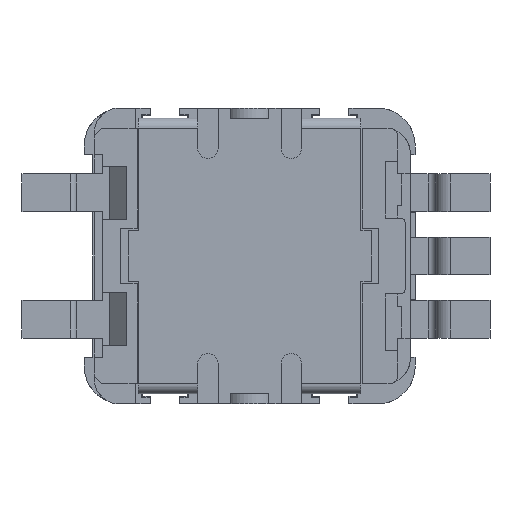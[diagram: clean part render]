
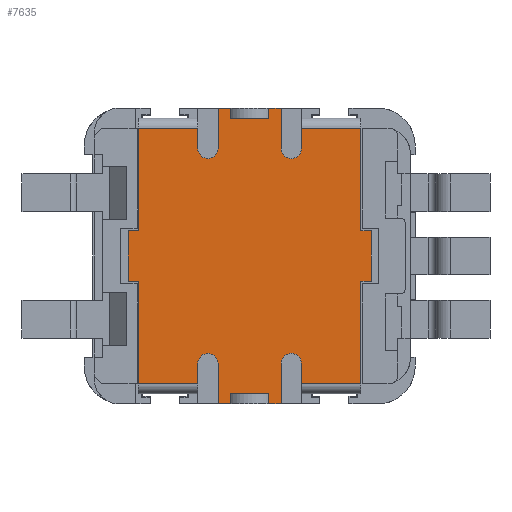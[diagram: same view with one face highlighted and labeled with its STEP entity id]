
A CAD part, left-side view. The second image highlights one B-rep face of the part: STEP entity #7635.
In plain terms, the highlighted planar face has unit normal (-1, 0, 0).
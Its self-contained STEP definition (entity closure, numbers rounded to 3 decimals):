
#155=DIRECTION('',(0.,0.,1.));
#156=VECTOR('',#155,1.6);
#157=CARTESIAN_POINT('',(-3.65,-1.25,-5.85));
#158=LINE('',#157,#156);
#163=DIRECTION('',(0.,0.,-1.));
#164=VECTOR('',#163,1.6);
#165=CARTESIAN_POINT('',(-3.65,1.25,-4.25));
#166=LINE('',#165,#164);
#172=DIRECTION('',(0.,0.,-1.));
#173=VECTOR('',#172,0.4);
#174=CARTESIAN_POINT('',(-3.65,0.75,5.85));
#175=LINE('',#174,#173);
#176=DIRECTION('',(0.,-1.,0.));
#177=VECTOR('',#176,1.5);
#178=CARTESIAN_POINT('',(-3.65,0.75,5.45));
#179=LINE('',#178,#177);
#180=DIRECTION('',(0.,0.,-1.));
#181=VECTOR('',#180,0.4);
#182=CARTESIAN_POINT('',(-3.65,-0.75,5.85));
#183=LINE('',#182,#181);
#184=DIRECTION('',(0.,-1.,0.));
#185=VECTOR('',#184,0.5);
#186=CARTESIAN_POINT('',(-3.65,-0.75,5.85));
#187=LINE('',#186,#185);
#188=CARTESIAN_POINT('',(-3.65,-1.65,4.25));
#189=DIRECTION('',(1.,0.,0.));
#190=DIRECTION('',(0.,-1.,0.));
#191=AXIS2_PLACEMENT_3D('',#188,#189,#190);
#193=DIRECTION('',(0.,0.,-1.));
#194=VECTOR('',#193,0.8);
#195=CARTESIAN_POINT('',(-3.65,-2.05,5.05));
#196=LINE('',#195,#194);
#197=DIRECTION('',(0.,1.,0.));
#198=VECTOR('',#197,0.4);
#199=CARTESIAN_POINT('',(-3.65,-4.8,1.));
#200=LINE('',#199,#198);
#201=DIRECTION('',(0.,0.,1.));
#202=VECTOR('',#201,2.);
#203=CARTESIAN_POINT('',(-3.65,-4.8,-1.));
#204=LINE('',#203,#202);
#205=DIRECTION('',(0.,-1.,0.));
#206=VECTOR('',#205,0.4);
#207=CARTESIAN_POINT('',(-3.65,-4.4,-1.));
#208=LINE('',#207,#206);
#209=DIRECTION('',(0.,0.,1.));
#210=VECTOR('',#209,4.05);
#211=CARTESIAN_POINT('',(-3.65,-4.4,-5.05));
#212=LINE('',#211,#210);
#213=CARTESIAN_POINT('',(-3.65,-1.65,-4.25));
#214=DIRECTION('',(1.,0.,0.));
#215=DIRECTION('',(0.,1.,0.));
#216=AXIS2_PLACEMENT_3D('',#213,#214,#215);
#218=DIRECTION('',(0.,1.,0.));
#219=VECTOR('',#218,0.5);
#220=CARTESIAN_POINT('',(-3.65,-1.25,-5.85));
#221=LINE('',#220,#219);
#222=DIRECTION('',(0.,0.,1.));
#223=VECTOR('',#222,0.4);
#224=CARTESIAN_POINT('',(-3.65,-0.75,-5.85));
#225=LINE('',#224,#223);
#226=DIRECTION('',(0.,1.,0.));
#227=VECTOR('',#226,1.5);
#228=CARTESIAN_POINT('',(-3.65,-0.75,-5.45));
#229=LINE('',#228,#227);
#230=DIRECTION('',(0.,0.,1.));
#231=VECTOR('',#230,0.4);
#232=CARTESIAN_POINT('',(-3.65,0.75,-5.85));
#233=LINE('',#232,#231);
#234=DIRECTION('',(0.,1.,0.));
#235=VECTOR('',#234,0.5);
#236=CARTESIAN_POINT('',(-3.65,0.75,-5.85));
#237=LINE('',#236,#235);
#238=CARTESIAN_POINT('',(-3.65,1.65,-4.25));
#239=DIRECTION('',(1.,0.,0.));
#240=DIRECTION('',(0.,1.,0.));
#241=AXIS2_PLACEMENT_3D('',#238,#239,#240);
#243=DIRECTION('',(0.,0.,1.));
#244=VECTOR('',#243,0.8);
#245=CARTESIAN_POINT('',(-3.65,2.05,-5.05));
#246=LINE('',#245,#244);
#247=DIRECTION('',(0.,-1.,0.));
#248=VECTOR('',#247,0.4);
#249=CARTESIAN_POINT('',(-3.65,4.8,-1.));
#250=LINE('',#249,#248);
#251=DIRECTION('',(0.,0.,-1.));
#252=VECTOR('',#251,2.);
#253=CARTESIAN_POINT('',(-3.65,4.8,1.));
#254=LINE('',#253,#252);
#255=DIRECTION('',(0.,1.,0.));
#256=VECTOR('',#255,0.4);
#257=CARTESIAN_POINT('',(-3.65,4.4,1.));
#258=LINE('',#257,#256);
#259=DIRECTION('',(0.,0.,-1.));
#260=VECTOR('',#259,4.05);
#261=CARTESIAN_POINT('',(-3.65,4.4,5.05));
#262=LINE('',#261,#260);
#263=CARTESIAN_POINT('',(-3.65,1.65,4.25));
#264=DIRECTION('',(1.,0.,0.));
#265=DIRECTION('',(0.,-1.,0.));
#266=AXIS2_PLACEMENT_3D('',#263,#264,#265);
#268=DIRECTION('',(0.,-1.,0.));
#269=VECTOR('',#268,0.5);
#270=CARTESIAN_POINT('',(-3.65,1.25,5.85));
#271=LINE('',#270,#269);
#293=DIRECTION('',(0.,0.,1.));
#294=VECTOR('',#293,1.6);
#295=CARTESIAN_POINT('',(-3.65,-1.25,4.25));
#296=LINE('',#295,#294);
#319=DIRECTION('',(0.,-1.,0.));
#320=VECTOR('',#319,2.35);
#321=CARTESIAN_POINT('',(-3.65,-2.05,5.05));
#322=LINE('',#321,#320);
#581=DIRECTION('',(0.,-1.,0.));
#582=VECTOR('',#581,2.35);
#583=CARTESIAN_POINT('',(-3.65,4.4,5.05));
#584=LINE('',#583,#582);
#589=DIRECTION('',(0.,0.,-1.));
#590=VECTOR('',#589,0.8);
#591=CARTESIAN_POINT('',(-3.65,2.05,5.05));
#592=LINE('',#591,#590);
#611=DIRECTION('',(0.,0.,-1.));
#612=VECTOR('',#611,1.6);
#613=CARTESIAN_POINT('',(-3.65,1.25,5.85));
#614=LINE('',#613,#612);
#1661=DIRECTION('',(0.,0.,-1.));
#1662=VECTOR('',#1661,4.05);
#1663=CARTESIAN_POINT('',(-3.65,-4.4,5.05));
#1664=LINE('',#1663,#1662);
#3521=DIRECTION('',(0.,1.,0.));
#3522=VECTOR('',#3521,2.35);
#3523=CARTESIAN_POINT('',(-3.65,-4.4,-5.05));
#3524=LINE('',#3523,#3522);
#3529=DIRECTION('',(0.,0.,1.));
#3530=VECTOR('',#3529,0.8);
#3531=CARTESIAN_POINT('',(-3.65,-2.05,-5.05));
#3532=LINE('',#3531,#3530);
#4401=DIRECTION('',(0.,0.,1.));
#4402=VECTOR('',#4401,4.05);
#4403=CARTESIAN_POINT('',(-3.65,4.4,-5.05));
#4404=LINE('',#4403,#4402);
#4426=DIRECTION('',(0.,1.,0.));
#4427=VECTOR('',#4426,2.35);
#4428=CARTESIAN_POINT('',(-3.65,2.05,-5.05));
#4429=LINE('',#4428,#4427);
#6570=CARTESIAN_POINT('',(-3.65,-1.25,-4.25));
#6571=CARTESIAN_POINT('',(-3.65,-2.05,-4.25));
#6572=VERTEX_POINT('',#6570);
#6573=VERTEX_POINT('',#6571);
#6574=CARTESIAN_POINT('',(-3.65,-2.05,-5.05));
#6575=VERTEX_POINT('',#6574);
#6576=CARTESIAN_POINT('',(-3.65,-4.4,-5.05));
#6577=VERTEX_POINT('',#6576);
#6578=CARTESIAN_POINT('',(-3.65,-4.4,-1.));
#6579=VERTEX_POINT('',#6578);
#6580=CARTESIAN_POINT('',(-3.65,-4.8,-1.));
#6581=VERTEX_POINT('',#6580);
#6582=CARTESIAN_POINT('',(-3.65,-4.8,1.));
#6583=VERTEX_POINT('',#6582);
#6584=CARTESIAN_POINT('',(-3.65,-4.4,1.));
#6585=VERTEX_POINT('',#6584);
#6586=CARTESIAN_POINT('',(-3.65,-4.4,5.05));
#6587=VERTEX_POINT('',#6586);
#6588=CARTESIAN_POINT('',(-3.65,-2.05,5.05));
#6589=VERTEX_POINT('',#6588);
#6590=CARTESIAN_POINT('',(-3.65,-2.05,4.25));
#6591=VERTEX_POINT('',#6590);
#6592=CARTESIAN_POINT('',(-3.65,-1.25,4.25));
#6593=VERTEX_POINT('',#6592);
#6594=CARTESIAN_POINT('',(-3.65,1.25,4.25));
#6595=CARTESIAN_POINT('',(-3.65,2.05,4.25));
#6596=VERTEX_POINT('',#6594);
#6597=VERTEX_POINT('',#6595);
#6598=CARTESIAN_POINT('',(-3.65,2.05,5.05));
#6599=VERTEX_POINT('',#6598);
#6600=CARTESIAN_POINT('',(-3.65,4.4,5.05));
#6601=VERTEX_POINT('',#6600);
#6602=CARTESIAN_POINT('',(-3.65,4.4,1.));
#6603=VERTEX_POINT('',#6602);
#6604=CARTESIAN_POINT('',(-3.65,4.8,1.));
#6605=VERTEX_POINT('',#6604);
#6606=CARTESIAN_POINT('',(-3.65,4.8,-1.));
#6607=VERTEX_POINT('',#6606);
#6608=CARTESIAN_POINT('',(-3.65,4.4,-1.));
#6609=VERTEX_POINT('',#6608);
#6610=CARTESIAN_POINT('',(-3.65,4.4,-5.05));
#6611=VERTEX_POINT('',#6610);
#6612=CARTESIAN_POINT('',(-3.65,2.05,-5.05));
#6613=VERTEX_POINT('',#6612);
#6614=CARTESIAN_POINT('',(-3.65,2.05,-4.25));
#6615=VERTEX_POINT('',#6614);
#6616=CARTESIAN_POINT('',(-3.65,1.25,-4.25));
#6617=VERTEX_POINT('',#6616);
#6940=CARTESIAN_POINT('',(-3.65,1.25,5.85));
#6941=VERTEX_POINT('',#6940);
#6942=CARTESIAN_POINT('',(-3.65,-1.25,5.85));
#6943=VERTEX_POINT('',#6942);
#6944=CARTESIAN_POINT('',(-3.65,-1.25,-5.85));
#6945=VERTEX_POINT('',#6944);
#6946=CARTESIAN_POINT('',(-3.65,1.25,-5.85));
#6947=VERTEX_POINT('',#6946);
#6948=CARTESIAN_POINT('',(-3.65,-0.75,5.85));
#6949=CARTESIAN_POINT('',(-3.65,0.75,5.85));
#6950=VERTEX_POINT('',#6948);
#6951=VERTEX_POINT('',#6949);
#6952=CARTESIAN_POINT('',(-3.65,0.75,5.45));
#6953=VERTEX_POINT('',#6952);
#6954=CARTESIAN_POINT('',(-3.65,-0.75,5.45));
#6955=VERTEX_POINT('',#6954);
#6956=CARTESIAN_POINT('',(-3.65,-0.75,-5.85));
#6957=CARTESIAN_POINT('',(-3.65,-0.75,-5.45));
#6958=VERTEX_POINT('',#6956);
#6959=VERTEX_POINT('',#6957);
#6960=CARTESIAN_POINT('',(-3.65,0.75,-5.45));
#6961=VERTEX_POINT('',#6960);
#6962=CARTESIAN_POINT('',(-3.65,0.75,-5.85));
#6963=VERTEX_POINT('',#6962);
#7561=CARTESIAN_POINT('',(-3.65,0.,0.));
#7562=DIRECTION('',(1.,0.,0.));
#7563=DIRECTION('',(0.,0.,-1.));
#7564=AXIS2_PLACEMENT_3D('',#7561,#7562,#7563);
#7565=PLANE('',#7564);
#7567=ORIENTED_EDGE('',*,*,#7566,.T.);
#7569=ORIENTED_EDGE('',*,*,#7568,.T.);
#7571=ORIENTED_EDGE('',*,*,#7570,.F.);
#7573=ORIENTED_EDGE('',*,*,#7572,.T.);
#7575=ORIENTED_EDGE('',*,*,#7574,.F.);
#7577=ORIENTED_EDGE('',*,*,#7576,.F.);
#7579=ORIENTED_EDGE('',*,*,#7578,.F.);
#7581=ORIENTED_EDGE('',*,*,#7580,.T.);
#7583=ORIENTED_EDGE('',*,*,#7582,.T.);
#7585=ORIENTED_EDGE('',*,*,#7584,.F.);
#7587=ORIENTED_EDGE('',*,*,#7586,.F.);
#7589=ORIENTED_EDGE('',*,*,#7588,.F.);
#7591=ORIENTED_EDGE('',*,*,#7590,.F.);
#7593=ORIENTED_EDGE('',*,*,#7592,.T.);
#7595=ORIENTED_EDGE('',*,*,#7594,.T.);
#7597=ORIENTED_EDGE('',*,*,#7596,.F.);
#7598=ORIENTED_EDGE('',*,*,#7523,.F.);
#7599=ORIENTED_EDGE('',*,*,#7542,.T.);
#7601=ORIENTED_EDGE('',*,*,#7600,.T.);
#7603=ORIENTED_EDGE('',*,*,#7602,.T.);
#7605=ORIENTED_EDGE('',*,*,#7604,.F.);
#7606=ORIENTED_EDGE('',*,*,#7538,.T.);
#7607=ORIENTED_EDGE('',*,*,#7555,.F.);
#7608=ORIENTED_EDGE('',*,*,#7389,.F.);
#7610=ORIENTED_EDGE('',*,*,#7609,.F.);
#7612=ORIENTED_EDGE('',*,*,#7611,.T.);
#7614=ORIENTED_EDGE('',*,*,#7613,.T.);
#7616=ORIENTED_EDGE('',*,*,#7615,.F.);
#7618=ORIENTED_EDGE('',*,*,#7617,.F.);
#7620=ORIENTED_EDGE('',*,*,#7619,.F.);
#7622=ORIENTED_EDGE('',*,*,#7621,.F.);
#7624=ORIENTED_EDGE('',*,*,#7623,.T.);
#7626=ORIENTED_EDGE('',*,*,#7625,.T.);
#7628=ORIENTED_EDGE('',*,*,#7627,.F.);
#7630=ORIENTED_EDGE('',*,*,#7629,.F.);
#7632=ORIENTED_EDGE('',*,*,#7631,.T.);
#7633=EDGE_LOOP('',(#7567,#7569,#7571,#7573,#7575,#7577,#7579,#7581,#7583,#7585,
#7587,#7589,#7591,#7593,#7595,#7597,#7598,#7599,#7601,#7603,#7605,#7606,#7607,
#7608,#7610,#7612,#7614,#7616,#7618,#7620,#7622,#7624,#7626,#7628,#7630,#7632));
#7634=FACE_OUTER_BOUND('',#7633,.F.);
#7635=ADVANCED_FACE('',(#7634),#7565,.F.);
#192=CIRCLE('',#191,0.4);
#217=CIRCLE('',#216,0.4);
#242=CIRCLE('',#241,0.4);
#267=CIRCLE('',#266,0.4);
#7389=EDGE_CURVE('',#6615,#6617,#242,.T.);
#7523=EDGE_CURVE('',#6945,#6572,#158,.T.);
#7538=EDGE_CURVE('',#6963,#6947,#237,.T.);
#7542=EDGE_CURVE('',#6945,#6958,#221,.T.);
#7555=EDGE_CURVE('',#6617,#6947,#166,.T.);
#7566=EDGE_CURVE('',#6951,#6953,#175,.T.);
#7568=EDGE_CURVE('',#6953,#6955,#179,.T.);
#7570=EDGE_CURVE('',#6950,#6955,#183,.T.);
#7572=EDGE_CURVE('',#6950,#6943,#187,.T.);
#7574=EDGE_CURVE('',#6593,#6943,#296,.T.);
#7576=EDGE_CURVE('',#6591,#6593,#192,.T.);
#7578=EDGE_CURVE('',#6589,#6591,#196,.T.);
#7580=EDGE_CURVE('',#6589,#6587,#322,.T.);
#7582=EDGE_CURVE('',#6587,#6585,#1664,.T.);
#7584=EDGE_CURVE('',#6583,#6585,#200,.T.);
#7586=EDGE_CURVE('',#6581,#6583,#204,.T.);
#7588=EDGE_CURVE('',#6579,#6581,#208,.T.);
#7590=EDGE_CURVE('',#6577,#6579,#212,.T.);
#7592=EDGE_CURVE('',#6577,#6575,#3524,.T.);
#7594=EDGE_CURVE('',#6575,#6573,#3532,.T.);
#7596=EDGE_CURVE('',#6572,#6573,#217,.T.);
#7600=EDGE_CURVE('',#6958,#6959,#225,.T.);
#7602=EDGE_CURVE('',#6959,#6961,#229,.T.);
#7604=EDGE_CURVE('',#6963,#6961,#233,.T.);
#7609=EDGE_CURVE('',#6613,#6615,#246,.T.);
#7611=EDGE_CURVE('',#6613,#6611,#4429,.T.);
#7613=EDGE_CURVE('',#6611,#6609,#4404,.T.);
#7615=EDGE_CURVE('',#6607,#6609,#250,.T.);
#7617=EDGE_CURVE('',#6605,#6607,#254,.T.);
#7619=EDGE_CURVE('',#6603,#6605,#258,.T.);
#7621=EDGE_CURVE('',#6601,#6603,#262,.T.);
#7623=EDGE_CURVE('',#6601,#6599,#584,.T.);
#7625=EDGE_CURVE('',#6599,#6597,#592,.T.);
#7627=EDGE_CURVE('',#6596,#6597,#267,.T.);
#7629=EDGE_CURVE('',#6941,#6596,#614,.T.);
#7631=EDGE_CURVE('',#6941,#6951,#271,.T.);
